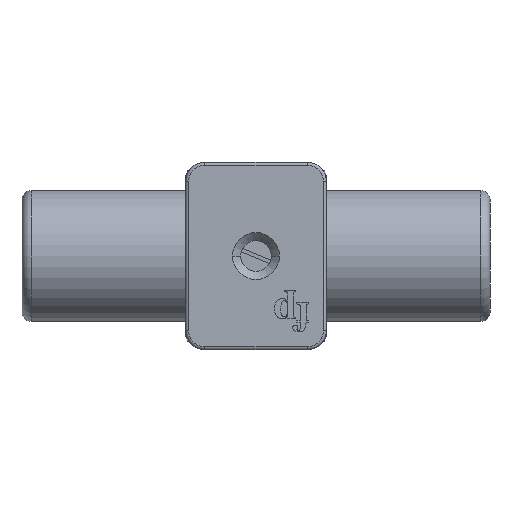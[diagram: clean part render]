
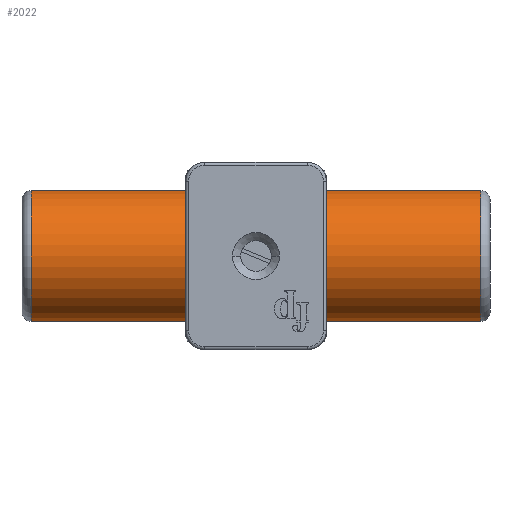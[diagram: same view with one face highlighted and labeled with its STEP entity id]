
A CAD part, front view. The second image highlights one B-rep face of the part: STEP entity #2022.
In plain terms, the highlighted cylindrical face has radius 7 mm (diameter 14 mm), a partial arc.
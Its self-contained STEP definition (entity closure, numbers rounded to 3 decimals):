
#4 = AXIS2_PLACEMENT_3D ( 'NONE', #885, #2189, #3157 ) ;
#136 = FACE_OUTER_BOUND ( 'NONE', #1860, .T. ) ;
#146 = CARTESIAN_POINT ( 'NONE',  ( 25., 0., 7. ) ) ;
#179 = CARTESIAN_POINT ( 'NONE',  ( -24., 0., 7. ) ) ;
#209 = CARTESIAN_POINT ( 'NONE',  ( -24., 0., -7. ) ) ;
#360 = EDGE_CURVE ( 'NONE', #3617, #3652, #3657, .T. ) ;
#386 = LINE ( 'NONE', #146, #1251 ) ;
#415 = CARTESIAN_POINT ( 'NONE',  ( 25., 0., 0. ) ) ;
#502 = AXIS2_PLACEMENT_3D ( 'NONE', #415, #775, #3409 ) ;
#504 = AXIS2_PLACEMENT_3D ( 'NONE', #3888, #1317, #682 ) ;
#560 = CARTESIAN_POINT ( 'NONE',  ( 25., 0., -7. ) ) ;
#580 = ORIENTED_EDGE ( 'NONE', *, *, #1730, .T. ) ;
#682 = DIRECTION ( 'NONE',  ( 0., 0., -1. ) ) ;
#729 = VERTEX_POINT ( 'NONE', #209 ) ;
#775 = DIRECTION ( 'NONE',  ( -1., 0., 0. ) ) ;
#885 = CARTESIAN_POINT ( 'NONE',  ( 24., 0., 0. ) ) ;
#1084 = ORIENTED_EDGE ( 'NONE', *, *, #1904, .T. ) ;
#1171 = DIRECTION ( 'NONE',  ( -1., 0., 0. ) ) ;
#1174 = VERTEX_POINT ( 'NONE', #179 ) ;
#1251 = VECTOR ( 'NONE', #2316, 1000. ) ;
#1317 = DIRECTION ( 'NONE',  ( 1., 0., 0. ) ) ;
#1410 = CYLINDRICAL_SURFACE ( 'NONE', #502, 7. ) ;
#1717 = CARTESIAN_POINT ( 'NONE',  ( 24., 0., -7. ) ) ;
#1726 = CIRCLE ( 'NONE', #504, 7. ) ;
#1730 = EDGE_CURVE ( 'NONE', #1174, #729, #1726, .T. ) ;
#1739 = CARTESIAN_POINT ( 'NONE',  ( 24., 0., 7. ) ) ;
#1759 = ORIENTED_EDGE ( 'NONE', *, *, #3183, .F. ) ;
#1860 = EDGE_LOOP ( 'NONE', ( #1759, #3496, #1084, #580 ) ) ;
#1904 = EDGE_CURVE ( 'NONE', #3652, #1174, #386, .T. ) ;
#2022 = ADVANCED_FACE ( 'NONE', ( #136 ), #1410, .T. ) ;
#2189 = DIRECTION ( 'NONE',  ( -1., 0., 0. ) ) ;
#2316 = DIRECTION ( 'NONE',  ( -1., 0., 0. ) ) ;
#2955 = VECTOR ( 'NONE', #1171, 1000. ) ;
#3157 = DIRECTION ( 'NONE',  ( 0., 0., -1. ) ) ;
#3183 = EDGE_CURVE ( 'NONE', #3617, #729, #3469, .T. ) ;
#3409 = DIRECTION ( 'NONE',  ( 0., 0., 1. ) ) ;
#3469 = LINE ( 'NONE', #560, #2955 ) ;
#3496 = ORIENTED_EDGE ( 'NONE', *, *, #360, .T. ) ;
#3617 = VERTEX_POINT ( 'NONE', #1717 ) ;
#3652 = VERTEX_POINT ( 'NONE', #1739 ) ;
#3657 = CIRCLE ( 'NONE', #4, 7. ) ;
#3888 = CARTESIAN_POINT ( 'NONE',  ( -24., 0., 0. ) ) ;
